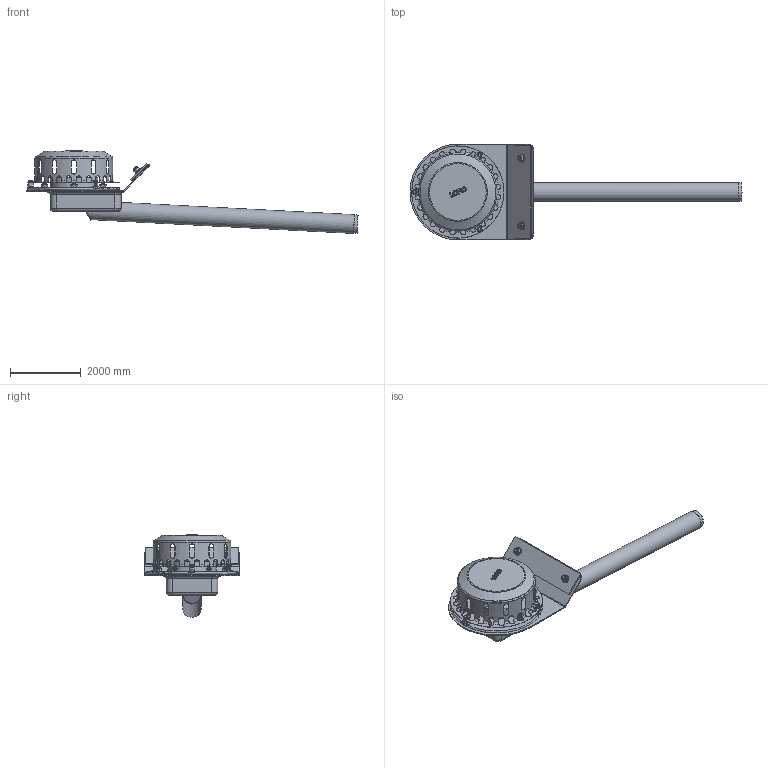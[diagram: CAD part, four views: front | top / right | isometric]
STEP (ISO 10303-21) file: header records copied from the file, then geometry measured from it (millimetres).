
FILE_DESCRIPTION(/* description */ (''),/* implementation_level */ '2;1');
FILE_NAME(/* name */ '01371.050X_3D.stp',/* time_stamp */ '2024-12-11T13:27:14+01:00',/* author */ ('CAD'),/* organization */ (''),/* preprocessor_version */ 'ST-DEVELOPER v20',/* originating_system */ 'AutoCAD Mechanical',/* authorisation */ '');
FILE_SCHEMA (('AUTOMOTIVE_DESIGN { 1 0 10303 214 3 1 1 }'));
Length unit declared in the file: centimetre
Products named in the file (5): Product; *U1; *U0; *U3; *U2
Assembly tree (11 placements, depth 3):
  Product
    *U1
      *U0  x6
    *U3
      *U2  x3
Bounding box: 9364.45 x 2700 x 2337.24 mm (x, y, z)
Volume: 949860757.6 mm3; surface area: 87736580.4 mm2
Topology: 28 solids, 28 shells, 1122 faces, 2774 edges, 1683 vertices
Faces by surface type: cone 471, plane 308, cylinder 213, torus 113, bspline 14, sphere 3
Full cylindrical faces by diameter (mm): 70 x12, 80 x21, 83.76 x8, 105 x2, 160 x8, 510 x1, 530 x1, 1220 x1, 2180 x1, 2200 x1, 2600 x1
Entity records: 34591 total; most frequent: CARTESIAN_POINT 12073, DIRECTION 4792, ORIENTED_EDGE 4678, EDGE_CURVE 2339, AXIS2_PLACEMENT_3D 1911, VERTEX_POINT 1426, EDGE_LOOP 1043, LINE 970
